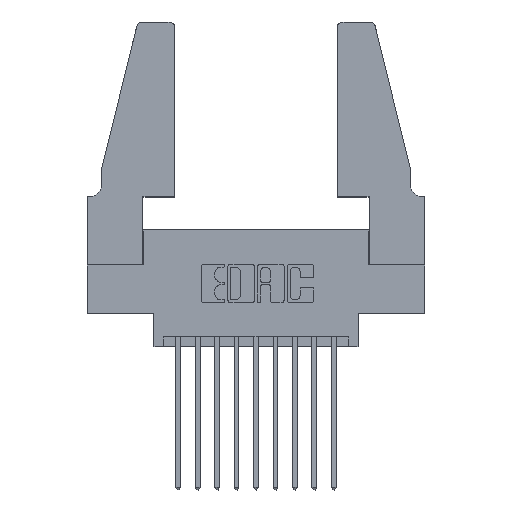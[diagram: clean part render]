
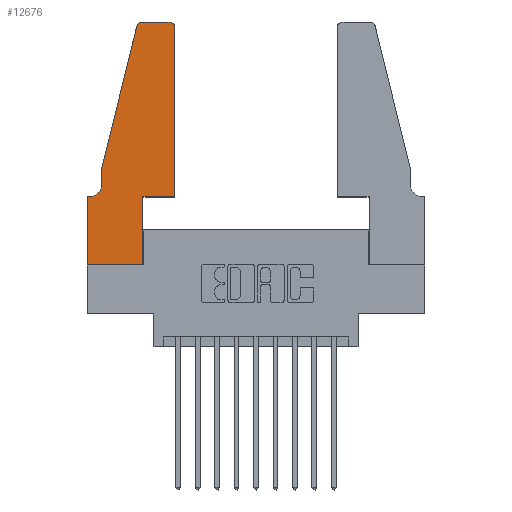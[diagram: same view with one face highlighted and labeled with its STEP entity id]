
A CAD part, top view. The second image highlights one B-rep face of the part: STEP entity #12676.
In plain terms, the highlighted planar face has unit normal (0, 0, 1).
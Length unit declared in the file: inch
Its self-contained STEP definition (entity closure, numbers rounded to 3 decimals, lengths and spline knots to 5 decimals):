
#33 = ORIENTED_EDGE ( 'NONE', *, *, #7939, .T. ) ;
#332 = DIRECTION ( 'NONE',  ( -1., 0., 0. ) ) ;
#404 = CARTESIAN_POINT ( 'NONE',  ( 0., 0.35, 0.37 ) ) ;
#647 = CARTESIAN_POINT ( 'NONE',  ( 0.4505, 0.35, 0.37 ) ) ;
#685 = DIRECTION ( 'NONE',  ( 1., 0., 0. ) ) ;
#713 = DIRECTION ( 'NONE',  ( 1., 0., 0. ) ) ;
#714 = VECTOR ( 'NONE', #685, 39.37008 ) ;
#740 = CARTESIAN_POINT ( 'NONE',  ( 0., 0., 0.37 ) ) ;
#1097 = VERTEX_POINT ( 'NONE', #2808 ) ;
#1143 = VERTEX_POINT ( 'NONE', #9693 ) ;
#1148 = LINE ( 'NONE', #13220, #4014 ) ;
#1285 = CIRCLE ( 'NONE', #3595, 0.03 ) ;
#1520 = DIRECTION ( 'NONE',  ( 1., 0., 0. ) ) ;
#1906 = AXIS2_PLACEMENT_3D ( 'NONE', #11483, #5167, #12507 ) ;
#1945 = ORIENTED_EDGE ( 'NONE', *, *, #11225, .T. ) ;
#2015 = CARTESIAN_POINT ( 'NONE',  ( 0.4205, 1.25, 0.37 ) ) ;
#2469 = CIRCLE ( 'NONE', #4574, 0.07 ) ;
#2696 = VECTOR ( 'NONE', #8759, 39.37008 ) ;
#2808 = CARTESIAN_POINT ( 'NONE',  ( 0.284, 1.25, 0.37 ) ) ;
#2859 = DIRECTION ( 'NONE',  ( 0., 1., 0. ) ) ;
#3013 = CARTESIAN_POINT ( 'NONE',  ( 0.0755, 0.5, 0.37 ) ) ;
#3204 = VERTEX_POINT ( 'NONE', #5935 ) ;
#3400 = EDGE_CURVE ( 'NONE', #11598, #11574, #6745, .T. ) ;
#3595 = AXIS2_PLACEMENT_3D ( 'NONE', #13451, #7310, #713 ) ;
#3705 = DIRECTION ( 'NONE',  ( -0.239, -0.971, 0. ) ) ;
#3780 = CARTESIAN_POINT ( 'NONE',  ( 0.0755, 0.35, 0.37 ) ) ;
#3792 = CARTESIAN_POINT ( 'NONE',  ( 0., 0.35, 0.37 ) ) ;
#4014 = VECTOR ( 'NONE', #3705, 39.37008 ) ;
#4254 = CARTESIAN_POINT ( 'NONE',  ( 0.0755, 0.5, 0.37 ) ) ;
#4314 = EDGE_LOOP ( 'NONE', ( #6800, #9575, #7132, #9897, #10211, #12925, #1945, #13233, #8142, #10859, #13555, #33 ) ) ;
#4574 = AXIS2_PLACEMENT_3D ( 'NONE', #13101, #6949, #332 ) ;
#4951 = VERTEX_POINT ( 'NONE', #740 ) ;
#5090 = CARTESIAN_POINT ( 'NONE',  ( 0.4505, 1.22, 0.37 ) ) ;
#5167 = DIRECTION ( 'NONE',  ( 0., 0., 1. ) ) ;
#5421 = DIRECTION ( 'NONE',  ( 0., 1., 0. ) ) ;
#5655 = LINE ( 'NONE', #8714, #2696 ) ;
#5805 = CARTESIAN_POINT ( 'NONE',  ( 0.4505, 0.35, 0.37 ) ) ;
#5900 = AXIS2_PLACEMENT_3D ( 'NONE', #404, #8089, #1520 ) ;
#5935 = CARTESIAN_POINT ( 'NONE',  ( 0.2865, 0.35, 0.37 ) ) ;
#6745 = LINE ( 'NONE', #4254, #11920 ) ;
#6789 = EDGE_CURVE ( 'NONE', #7659, #8457, #11055, .T. ) ;
#6800 = ORIENTED_EDGE ( 'NONE', *, *, #10579, .T. ) ;
#6949 = DIRECTION ( 'NONE',  ( 0., 0., -1. ) ) ;
#7132 = ORIENTED_EDGE ( 'NONE', *, *, #12035, .T. ) ;
#7305 = LINE ( 'NONE', #13600, #8783 ) ;
#7310 = DIRECTION ( 'NONE',  ( 0., 0., 1. ) ) ;
#7595 = VECTOR ( 'NONE', #9263, 39.37008 ) ;
#7659 = VERTEX_POINT ( 'NONE', #5805 ) ;
#7892 = CARTESIAN_POINT ( 'NONE',  ( 0., 0., 0.37 ) ) ;
#7939 = EDGE_CURVE ( 'NONE', #8457, #9238, #1285, .T. ) ;
#8028 = VERTEX_POINT ( 'NONE', #13585 ) ;
#8089 = DIRECTION ( 'NONE',  ( 0., 0., 1. ) ) ;
#8142 = ORIENTED_EDGE ( 'NONE', *, *, #11056, .T. ) ;
#8457 = VERTEX_POINT ( 'NONE', #5090 ) ;
#8582 = LINE ( 'NONE', #3780, #7595 ) ;
#8646 = VECTOR ( 'NONE', #8942, 39.37008 ) ;
#8714 = CARTESIAN_POINT ( 'NONE',  ( 0.2605, 1.25, 0.37 ) ) ;
#8759 = DIRECTION ( 'NONE',  ( -1., 0., 0. ) ) ;
#8783 = VECTOR ( 'NONE', #10573, 39.37008 ) ;
#8942 = DIRECTION ( 'NONE',  ( 0., -1., 0. ) ) ;
#8987 = VECTOR ( 'NONE', #2859, 39.37008 ) ;
#8998 = EDGE_CURVE ( 'NONE', #10494, #12086, #8582, .T. ) ;
#9092 = PLANE ( 'NONE',  #5900 ) ;
#9094 = EDGE_CURVE ( 'NONE', #4951, #1143, #12422, .T. ) ;
#9238 = VERTEX_POINT ( 'NONE', #2015 ) ;
#9263 = DIRECTION ( 'NONE',  ( -1., 0., 0. ) ) ;
#9575 = ORIENTED_EDGE ( 'NONE', *, *, #12830, .T. ) ;
#9693 = CARTESIAN_POINT ( 'NONE',  ( 0.2865, 0., 0.37 ) ) ;
#9897 = ORIENTED_EDGE ( 'NONE', *, *, #3400, .T. ) ;
#10211 = ORIENTED_EDGE ( 'NONE', *, *, #13224, .T. ) ;
#10358 = CARTESIAN_POINT ( 'NONE',  ( 0., 0., 0.37 ) ) ;
#10494 = VERTEX_POINT ( 'NONE', #13705 ) ;
#10573 = DIRECTION ( 'NONE',  ( 1., 0., 0. ) ) ;
#10579 = EDGE_CURVE ( 'NONE', #9238, #1097, #5655, .T. ) ;
#10859 = ORIENTED_EDGE ( 'NONE', *, *, #12920, .T. ) ;
#10896 = LINE ( 'NONE', #11684, #13274 ) ;
#11055 = LINE ( 'NONE', #647, #8987 ) ;
#11056 = EDGE_CURVE ( 'NONE', #1143, #3204, #10896, .T. ) ;
#11225 = EDGE_CURVE ( 'NONE', #12086, #4951, #11672, .T. ) ;
#11265 = DIRECTION ( 'NONE',  ( 0., -1., 0. ) ) ;
#11483 = CARTESIAN_POINT ( 'NONE',  ( 0.284, 1.22, 0.37 ) ) ;
#11574 = VERTEX_POINT ( 'NONE', #12540 ) ;
#11598 = VERTEX_POINT ( 'NONE', #3013 ) ;
#11672 = LINE ( 'NONE', #7892, #8646 ) ;
#11684 = CARTESIAN_POINT ( 'NONE',  ( 0.2865, 0.35, 0.37 ) ) ;
#11920 = VECTOR ( 'NONE', #11265, 39.37008 ) ;
#12035 = EDGE_CURVE ( 'NONE', #8028, #11598, #1148, .T. ) ;
#12086 = VERTEX_POINT ( 'NONE', #3792 ) ;
#12310 = FACE_OUTER_BOUND ( 'NONE', #4314, .T. ) ;
#12422 = LINE ( 'NONE', #10358, #714 ) ;
#12507 = DIRECTION ( 'NONE',  ( 1., 0., 0. ) ) ;
#12540 = CARTESIAN_POINT ( 'NONE',  ( 0.0755, 0.42, 0.37 ) ) ;
#12676 = ADVANCED_FACE ( 'NONE', ( #12310 ), #9092, .T. ) ;
#12784 = CIRCLE ( 'NONE', #1906, 0.03 ) ;
#12830 = EDGE_CURVE ( 'NONE', #1097, #8028, #12784, .T. ) ;
#12920 = EDGE_CURVE ( 'NONE', #3204, #7659, #7305, .T. ) ;
#12925 = ORIENTED_EDGE ( 'NONE', *, *, #8998, .T. ) ;
#13101 = CARTESIAN_POINT ( 'NONE',  ( 0.0055, 0.42, 0.37 ) ) ;
#13220 = CARTESIAN_POINT ( 'NONE',  ( 0.0755, 0.5, 0.37 ) ) ;
#13224 = EDGE_CURVE ( 'NONE', #11574, #10494, #2469, .T. ) ;
#13233 = ORIENTED_EDGE ( 'NONE', *, *, #9094, .T. ) ;
#13274 = VECTOR ( 'NONE', #5421, 39.37008 ) ;
#13451 = CARTESIAN_POINT ( 'NONE',  ( 0.4205, 1.22, 0.37 ) ) ;
#13555 = ORIENTED_EDGE ( 'NONE', *, *, #6789, .T. ) ;
#13585 = CARTESIAN_POINT ( 'NONE',  ( 0.25487, 1.22718, 0.37 ) ) ;
#13600 = CARTESIAN_POINT ( 'NONE',  ( 0.4505, 0.35, 0.37 ) ) ;
#13705 = CARTESIAN_POINT ( 'NONE',  ( 0.0055, 0.35, 0.37 ) ) ;
